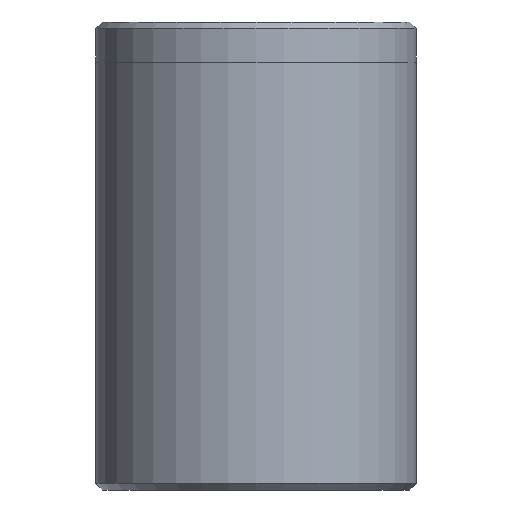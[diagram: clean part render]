
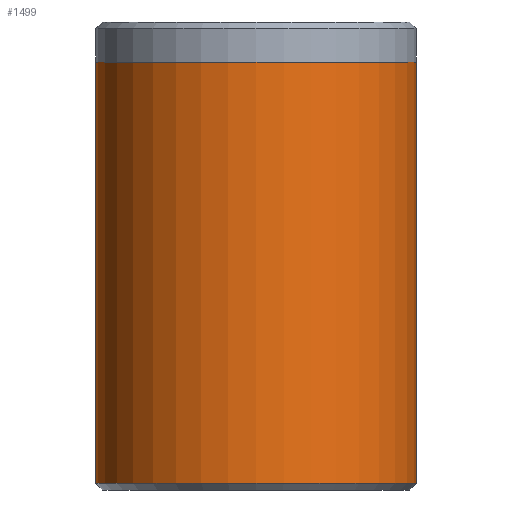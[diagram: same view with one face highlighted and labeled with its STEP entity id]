
A CAD part, front view. The second image highlights one B-rep face of the part: STEP entity #1499.
In plain terms, the highlighted cylindrical face has radius 12 mm (diameter 24 mm), a partial arc.
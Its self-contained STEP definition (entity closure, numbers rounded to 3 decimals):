
#45 = DIRECTION ( 'NONE',  ( 1., 0., 0. ) ) ;
#55 = DIRECTION ( 'NONE',  ( 0., 0., 1. ) ) ;
#140 = LINE ( 'NONE', #1006, #1085 ) ;
#222 = CARTESIAN_POINT ( 'NONE',  ( 0., 0., 0.5 ) ) ;
#232 = VERTEX_POINT ( 'NONE', #888 ) ;
#288 = EDGE_CURVE ( 'NONE', #232, #1611, #769, .T. ) ;
#314 = CARTESIAN_POINT ( 'NONE',  ( 12., 0., 0.5 ) ) ;
#322 = DIRECTION ( 'NONE',  ( 0., 0., -1. ) ) ;
#448 = FACE_OUTER_BOUND ( 'NONE', #565, .T. ) ;
#565 = EDGE_LOOP ( 'NONE', ( #2198, #1439, #874, #724 ) ) ;
#576 = EDGE_CURVE ( 'NONE', #1262, #1349, #2492, .T. ) ;
#724 = ORIENTED_EDGE ( 'NONE', *, *, #288, .T. ) ;
#727 = CARTESIAN_POINT ( 'NONE',  ( -12., 0., 32. ) ) ;
#769 = CIRCLE ( 'NONE', #2127, 12. ) ;
#770 = CARTESIAN_POINT ( 'NONE',  ( 12., 0., 32. ) ) ;
#778 = AXIS2_PLACEMENT_3D ( 'NONE', #2217, #1057, #2421 ) ;
#842 = DIRECTION ( 'NONE',  ( -1., 0., 0. ) ) ;
#853 = AXIS2_PLACEMENT_3D ( 'NONE', #2386, #1955, #842 ) ;
#874 = ORIENTED_EDGE ( 'NONE', *, *, #1138, .T. ) ;
#888 = CARTESIAN_POINT ( 'NONE',  ( -12., 0., 0.5 ) ) ;
#1006 = CARTESIAN_POINT ( 'NONE',  ( 12., 0., 35. ) ) ;
#1057 = DIRECTION ( 'NONE',  ( 0., 0., 1. ) ) ;
#1085 = VECTOR ( 'NONE', #1176, 1000. ) ;
#1138 = EDGE_CURVE ( 'NONE', #1262, #232, #1876, .T. ) ;
#1176 = DIRECTION ( 'NONE',  ( 0., 0., -1. ) ) ;
#1255 = CARTESIAN_POINT ( 'NONE',  ( -12., 0., 35. ) ) ;
#1262 = VERTEX_POINT ( 'NONE', #727 ) ;
#1349 = VERTEX_POINT ( 'NONE', #770 ) ;
#1439 = ORIENTED_EDGE ( 'NONE', *, *, #576, .F. ) ;
#1499 = ADVANCED_FACE ( 'NONE', ( #448 ), #2296, .T. ) ;
#1611 = VERTEX_POINT ( 'NONE', #314 ) ;
#1876 = LINE ( 'NONE', #1255, #2408 ) ;
#1922 = EDGE_CURVE ( 'NONE', #1349, #1611, #140, .T. ) ;
#1955 = DIRECTION ( 'NONE',  ( 0., 0., -1. ) ) ;
#2127 = AXIS2_PLACEMENT_3D ( 'NONE', #222, #55, #45 ) ;
#2198 = ORIENTED_EDGE ( 'NONE', *, *, #1922, .F. ) ;
#2217 = CARTESIAN_POINT ( 'NONE',  ( 0., 0., 32. ) ) ;
#2296 = CYLINDRICAL_SURFACE ( 'NONE', #853, 12. ) ;
#2386 = CARTESIAN_POINT ( 'NONE',  ( 0., 0., 35. ) ) ;
#2408 = VECTOR ( 'NONE', #322, 1000. ) ;
#2421 = DIRECTION ( 'NONE',  ( 1., 0., 0. ) ) ;
#2492 = CIRCLE ( 'NONE', #778, 12. ) ;
